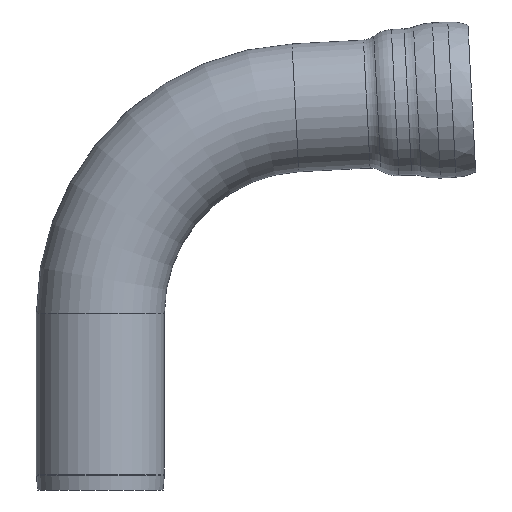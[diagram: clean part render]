
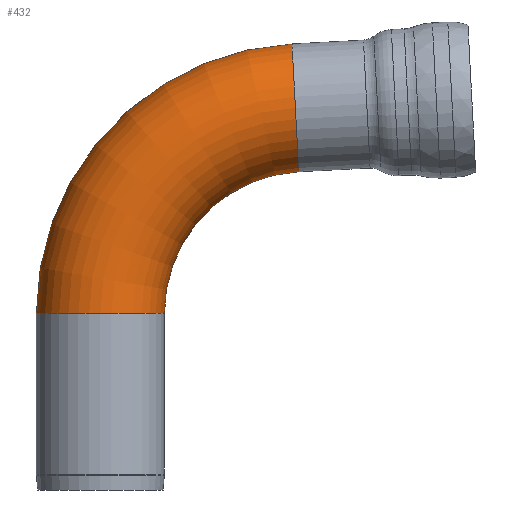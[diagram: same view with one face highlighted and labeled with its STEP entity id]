
A CAD part, front view. The second image highlights one B-rep face of the part: STEP entity #432.
In plain terms, the highlighted toroidal (fillet/blend) face has major radius 675 mm and minor radius 210 mm.
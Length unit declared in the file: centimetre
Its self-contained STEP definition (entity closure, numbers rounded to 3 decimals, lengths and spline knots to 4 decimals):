
#33=TOROIDAL_SURFACE('',#477,67.5,21.);
#48=FACE_OUTER_BOUND('',#74,.T.);
#74=EDGE_LOOP('',(#322,#323,#324,#325));
#118=CIRCLE('',#456,21.);
#132=CIRCLE('',#478,21.);
#133=CIRCLE('',#479,46.5);
#174=VERTEX_POINT('',#713);
#185=VERTEX_POINT('',#751);
#217=EDGE_CURVE('',#174,#174,#118,.T.);
#235=EDGE_CURVE('',#185,#185,#132,.T.);
#236=EDGE_CURVE('',#185,#174,#133,.T.);
#322=ORIENTED_EDGE('',*,*,#235,.T.);
#323=ORIENTED_EDGE('',*,*,#236,.T.);
#324=ORIENTED_EDGE('',*,*,#217,.T.);
#325=ORIENTED_EDGE('',*,*,#236,.F.);
#432=ADVANCED_FACE('',(#48),#33,.T.);
#456=AXIS2_PLACEMENT_3D('',#715,#543,#544);
#477=AXIS2_PLACEMENT_3D('',#750,#589,#590);
#478=AXIS2_PLACEMENT_3D('',#752,#591,#592);
#479=AXIS2_PLACEMENT_3D('',#753,#593,#594);
#543=DIRECTION('center_axis',(0.,0.,
1.));
#544=DIRECTION('ref_axis',(1.,0.,0.));
#589=DIRECTION('center_axis',(0.,1.,0.));
#590=DIRECTION('ref_axis',(-1.,0.,0.));
#591=DIRECTION('center_axis',(-0.999,0.,-0.052));
#592=DIRECTION('ref_axis',(0.052,0.,-0.999));
#593=DIRECTION('center_axis',(0.,-1.,0.));
#594=DIRECTION('ref_axis',(-1.,0.,0.));
#713=CARTESIAN_POINT('',(134.2032,198.6542,-18.8202));
#715=CARTESIAN_POINT('Origin',(113.2032,198.6542,-18.8202));
#750=CARTESIAN_POINT('Origin',(180.7032,198.6542,-18.8202));
#751=CARTESIAN_POINT('',(178.2696,198.6542,27.616));
#752=CARTESIAN_POINT('Origin',(177.1705,198.6542,48.5873));
#753=CARTESIAN_POINT('Origin',(180.7032,198.6542,-18.8202));
